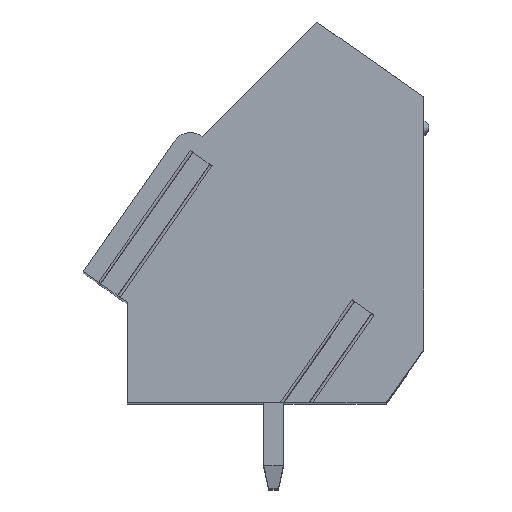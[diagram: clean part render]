
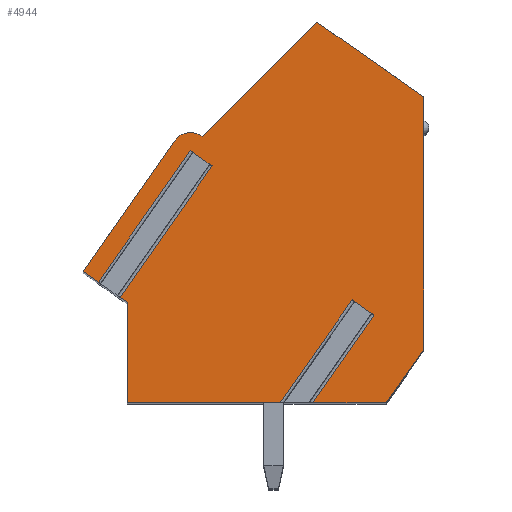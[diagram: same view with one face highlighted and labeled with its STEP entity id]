
A CAD part, top view. The second image highlights one B-rep face of the part: STEP entity #4944.
In plain terms, the highlighted planar face has unit normal (0, 0, 1).
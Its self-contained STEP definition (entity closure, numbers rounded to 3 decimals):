
#14=DIRECTION('',(-0.819,0.574,0.));
#15=VECTOR('',#14,1.085);
#16=CARTESIAN_POINT('',(4.498,-3.239,38.1));
#17=LINE('',#16,#15);
#18=DIRECTION('',(-0.574,-0.819,0.));
#19=VECTOR('',#18,5.115);
#20=CARTESIAN_POINT('',(3.61,-2.616,38.1));
#21=LINE('',#20,#19);
#22=DIRECTION('',(1.,0.,0.));
#23=VECTOR('',#22,6.246);
#24=CARTESIAN_POINT('',(-5.57,-6.807,38.1));
#25=LINE('',#24,#23);
#26=DIRECTION('',(0.,-1.,0.));
#27=VECTOR('',#26,4.087);
#28=CARTESIAN_POINT('',(-5.57,-2.72,38.1));
#29=LINE('',#28,#27);
#30=DIRECTION('',(0.819,-0.574,0.));
#31=VECTOR('',#30,0.355);
#32=CARTESIAN_POINT('',(-5.861,-2.516,38.1));
#33=LINE('',#32,#31);
#34=DIRECTION('',(-0.574,-0.819,0.));
#35=VECTOR('',#34,6.55);
#36=CARTESIAN_POINT('',(-2.104,2.849,38.1));
#37=LINE('',#36,#35);
#38=DIRECTION('',(-0.819,0.574,0.));
#39=VECTOR('',#38,1.085);
#40=CARTESIAN_POINT('',(-2.104,2.849,38.1));
#41=LINE('',#40,#39);
#42=DIRECTION('',(-0.574,-0.819,0.));
#43=VECTOR('',#42,6.55);
#44=CARTESIAN_POINT('',(-2.993,3.471,38.1));
#45=LINE('',#44,#43);
#46=DIRECTION('',(0.819,-0.574,0.));
#47=VECTOR('',#46,0.757);
#48=CARTESIAN_POINT('',(-7.37,-1.46,38.1));
#49=LINE('',#48,#47);
#50=DIRECTION('',(-0.574,-0.819,0.));
#51=VECTOR('',#50,6.486);
#52=CARTESIAN_POINT('',(-3.65,3.853,38.1));
#53=LINE('',#52,#51);
#54=CARTESIAN_POINT('',(-2.986,3.406,38.1));
#55=DIRECTION('',(0.,0.,1.));
#56=DIRECTION('',(0.598,0.802,0.));
#57=AXIS2_PLACEMENT_3D('',#54,#55,#56);
#59=DIRECTION('',(-0.707,-0.707,0.));
#60=VECTOR('',#59,6.609);
#61=CARTESIAN_POINT('',(2.165,8.721,38.1));
#62=LINE('',#61,#60);
#63=DIRECTION('',(-0.819,0.574,0.));
#64=VECTOR('',#63,5.329);
#65=CARTESIAN_POINT('',(6.53,5.664,38.1));
#66=LINE('',#65,#64);
#67=DIRECTION('',(0.,1.,0.));
#68=VECTOR('',#67,10.286);
#69=CARTESIAN_POINT('',(6.53,-4.622,38.1));
#70=LINE('',#69,#68);
#71=DIRECTION('',(0.574,0.819,0.));
#72=VECTOR('',#71,2.667);
#73=CARTESIAN_POINT('',(5.,-6.807,38.1));
#74=LINE('',#73,#72);
#75=DIRECTION('',(1.,0.,0.));
#76=VECTOR('',#75,3.);
#77=CARTESIAN_POINT('',(2.,-6.807,38.1));
#78=LINE('',#77,#76);
#79=DIRECTION('',(-0.574,-0.819,0.));
#80=VECTOR('',#79,4.355);
#81=CARTESIAN_POINT('',(4.498,-3.239,38.1));
#82=LINE('',#81,#80);
#3862=CARTESIAN_POINT('',(-2.508,4.048,38.1));
#3863=CARTESIAN_POINT('',(-3.65,3.853,38.1));
#3864=VERTEX_POINT('',#3862);
#3865=VERTEX_POINT('',#3863);
#3866=CARTESIAN_POINT('',(-7.37,-1.46,38.1));
#3867=VERTEX_POINT('',#3866);
#3868=CARTESIAN_POINT('',(-5.57,-2.72,38.1));
#3869=CARTESIAN_POINT('',(-5.57,-6.807,38.1));
#3870=VERTEX_POINT('',#3868);
#3871=VERTEX_POINT('',#3869);
#3872=CARTESIAN_POINT('',(5.,-6.807,38.1));
#3873=CARTESIAN_POINT('',(6.53,-4.622,38.1));
#3874=VERTEX_POINT('',#3872);
#3875=VERTEX_POINT('',#3873);
#3876=CARTESIAN_POINT('',(6.53,5.664,38.1));
#3877=VERTEX_POINT('',#3876);
#3878=CARTESIAN_POINT('',(2.165,8.721,38.1));
#3879=VERTEX_POINT('',#3878);
#4006=CARTESIAN_POINT('',(-2.104,2.849,38.1));
#4007=CARTESIAN_POINT('',(-2.993,3.471,38.1));
#4008=VERTEX_POINT('',#4006);
#4009=VERTEX_POINT('',#4007);
#4010=CARTESIAN_POINT('',(-5.861,-2.516,
38.1));
#4011=VERTEX_POINT('',#4010);
#4012=CARTESIAN_POINT('',(-6.75,-1.894,
38.1));
#4013=VERTEX_POINT('',#4012);
#4061=CARTESIAN_POINT('',(4.498,-3.239,38.1));
#4062=CARTESIAN_POINT('',(3.61,-2.616,38.1));
#4063=VERTEX_POINT('',#4061);
#4064=VERTEX_POINT('',#4062);
#4065=CARTESIAN_POINT('',(2.,-6.807,38.1));
#4066=VERTEX_POINT('',#4065);
#4067=CARTESIAN_POINT('',(0.676,-6.807,38.1));
#4068=VERTEX_POINT('',#4067);
#4903=CARTESIAN_POINT('',(0.,0.,38.1));
#4904=DIRECTION('',(0.,0.,1.));
#4905=DIRECTION('',(1.,0.,0.));
#4906=AXIS2_PLACEMENT_3D('',#4903,#4904,#4905);
#4907=PLANE('',#4906);
#4909=ORIENTED_EDGE('',*,*,#4908,.T.);
#4911=ORIENTED_EDGE('',*,*,#4910,.T.);
#4913=ORIENTED_EDGE('',*,*,#4912,.F.);
#4915=ORIENTED_EDGE('',*,*,#4914,.F.);
#4917=ORIENTED_EDGE('',*,*,#4916,.F.);
#4919=ORIENTED_EDGE('',*,*,#4918,.F.);
#4921=ORIENTED_EDGE('',*,*,#4920,.T.);
#4923=ORIENTED_EDGE('',*,*,#4922,.T.);
#4925=ORIENTED_EDGE('',*,*,#4924,.F.);
#4927=ORIENTED_EDGE('',*,*,#4926,.F.);
#4929=ORIENTED_EDGE('',*,*,#4928,.F.);
#4931=ORIENTED_EDGE('',*,*,#4930,.F.);
#4933=ORIENTED_EDGE('',*,*,#4932,.F.);
#4935=ORIENTED_EDGE('',*,*,#4934,.F.);
#4937=ORIENTED_EDGE('',*,*,#4936,.F.);
#4939=ORIENTED_EDGE('',*,*,#4938,.F.);
#4941=ORIENTED_EDGE('',*,*,#4940,.F.);
#4942=EDGE_LOOP('',(#4909,#4911,#4913,#4915,#4917,#4919,#4921,#4923,#4925,#4927,
#4929,#4931,#4933,#4935,#4937,#4939,#4941));
#4943=FACE_OUTER_BOUND('',#4942,.F.);
#58=CIRCLE('',#57,0.8);
#4908=EDGE_CURVE('',#4063,#4064,#17,.T.);
#4910=EDGE_CURVE('',#4064,#4068,#21,.T.);
#4912=EDGE_CURVE('',#3871,#4068,#25,.T.);
#4914=EDGE_CURVE('',#3870,#3871,#29,.T.);
#4916=EDGE_CURVE('',#4011,#3870,#33,.T.);
#4918=EDGE_CURVE('',#4008,#4011,#37,.T.);
#4920=EDGE_CURVE('',#4008,#4009,#41,.T.);
#4922=EDGE_CURVE('',#4009,#4013,#45,.T.);
#4924=EDGE_CURVE('',#3867,#4013,#49,.T.);
#4926=EDGE_CURVE('',#3865,#3867,#53,.T.);
#4928=EDGE_CURVE('',#3864,#3865,#58,.T.);
#4930=EDGE_CURVE('',#3879,#3864,#62,.T.);
#4932=EDGE_CURVE('',#3877,#3879,#66,.T.);
#4934=EDGE_CURVE('',#3875,#3877,#70,.T.);
#4936=EDGE_CURVE('',#3874,#3875,#74,.T.);
#4938=EDGE_CURVE('',#4066,#3874,#78,.T.);
#4940=EDGE_CURVE('',#4063,#4066,#82,.T.);
#4944=ADVANCED_FACE('',(#4943),#4907,.T.);
